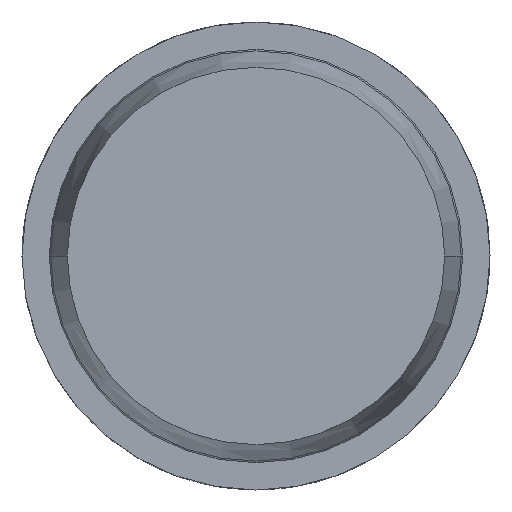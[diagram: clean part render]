
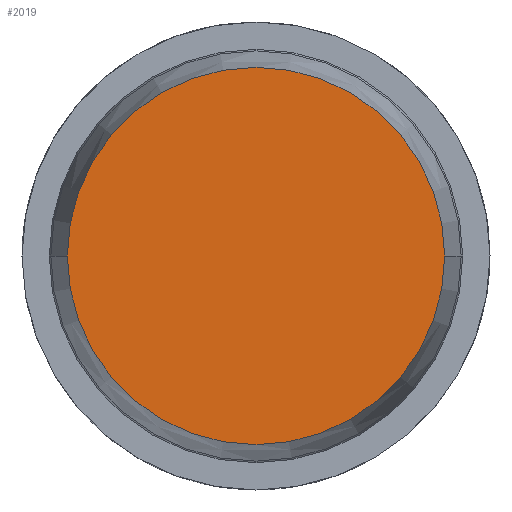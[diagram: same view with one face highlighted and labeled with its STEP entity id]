
A CAD part, front view. The second image highlights one B-rep face of the part: STEP entity #2019.
In plain terms, the highlighted planar face has unit normal (0, -1, 0).
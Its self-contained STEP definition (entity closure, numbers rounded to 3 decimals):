
#141 = CARTESIAN_POINT ( 'NONE',  ( -1.209, -19., 0. ) ) ;
#164 = CARTESIAN_POINT ( 'NONE',  ( 1.209, -19., 0. ) ) ;
#181 = EDGE_CURVE ( 'Defeature ausgef�hrt1_0+Defeature ausgef�hrt1_10+Defeature ausgef�hrt1_10+Defeature ausgef�hrt1_10', #759, #2836, #978, .T. ) ;
#759 = VERTEX_POINT ( 'NONE', #164 ) ;
#766 = ORIENTED_EDGE ( 'NONE', *, *, #181, .T. ) ;
#837 = DIRECTION ( 'NONE',  ( 0., -1., 0. ) ) ;
#978 = CIRCLE ( 'NONE', #1236, 1.209 ) ;
#1047 = DIRECTION ( 'NONE',  ( 1., 0., 0. ) ) ;
#1176 = FACE_OUTER_BOUND ( 'NONE', #2490, .T. ) ;
#1236 = AXIS2_PLACEMENT_3D ( 'NONE', #3025, #837, #1534 ) ;
#1306 = DIRECTION ( 'NONE',  ( 0., -1., 0. ) ) ;
#1534 = DIRECTION ( 'NONE',  ( 1., 0., 0. ) ) ;
#1636 = AXIS2_PLACEMENT_3D ( 'NONE', #3148, #2665, #2421 ) ;
#1837 = CIRCLE ( 'NONE', #2254, 1.209 ) ;
#2019 = ADVANCED_FACE ( 'Defeature ausgef�hrt1_0', ( #1176 ), #2166, .T. ) ;
#2166 = PLANE ( 'NONE',  #1636 ) ;
#2234 = ORIENTED_EDGE ( 'NONE', *, *, #2986, .T. ) ;
#2254 = AXIS2_PLACEMENT_3D ( 'NONE', #2290, #1306, #1047 ) ;
#2290 = CARTESIAN_POINT ( 'NONE',  ( 0., -19., 0. ) ) ;
#2421 = DIRECTION ( 'NONE',  ( 1., 0., 0. ) ) ;
#2490 = EDGE_LOOP ( 'NONE', ( #2234, #766 ) ) ;
#2665 = DIRECTION ( 'NONE',  ( 0., -1., 0. ) ) ;
#2836 = VERTEX_POINT ( 'NONE', #141 ) ;
#2986 = EDGE_CURVE ( 'Defeature ausgef�hrt1_0+Defeature ausgef�hrt1_10+Defeature ausgef�hrt1_10+Defeature ausgef�hrt1_10', #2836, #759, #1837, .T. ) ;
#3025 = CARTESIAN_POINT ( 'NONE',  ( 0., -19., 0. ) ) ;
#3148 = CARTESIAN_POINT ( 'NONE',  ( 0., -19., 0. ) ) ;
